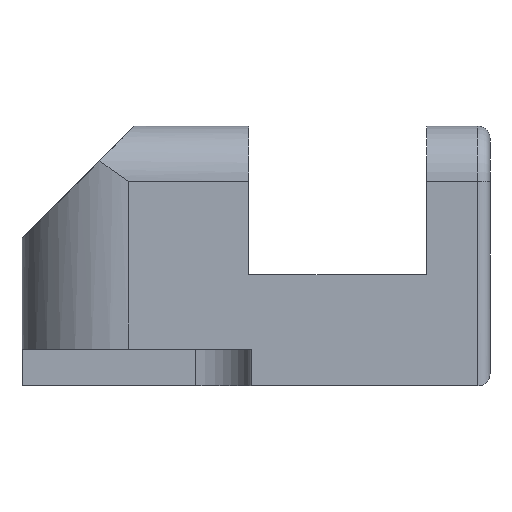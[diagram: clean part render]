
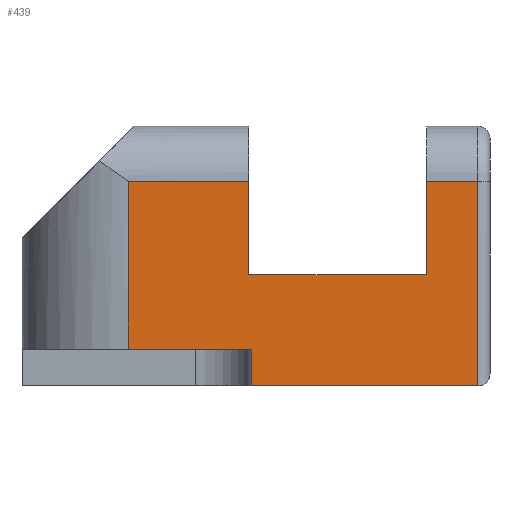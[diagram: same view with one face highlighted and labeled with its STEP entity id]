
A CAD part, front view. The second image highlights one B-rep face of the part: STEP entity #439.
In plain terms, the highlighted planar face has unit normal (0, -1, 0).
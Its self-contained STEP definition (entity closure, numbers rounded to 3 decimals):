
#36 = AXIS2_PLACEMENT_3D ( 'NONE', #156, #177, #126 ) ;
#126 = DIRECTION ( 'NONE',  ( -1., 0., 0. ) ) ;
#156 = CARTESIAN_POINT ( 'NONE',  ( -21.5, -26.5, 31.75 ) ) ;
#173 = PLANE ( 'NONE',  #36 ) ;
#177 = DIRECTION ( 'NONE',  ( 0., 1., 0. ) ) ;
#204 = VERTEX_POINT ( 'NONE', #266 ) ;
#207 = VERTEX_POINT ( 'NONE', #267 ) ;
#210 = VERTEX_POINT ( 'NONE', #273 ) ;
#211 = VERTEX_POINT ( 'NONE', #224 ) ;
#216 = VERTEX_POINT ( 'NONE', #279 ) ;
#223 = VERTEX_POINT ( 'NONE', #362 ) ;
#224 = CARTESIAN_POINT ( 'NONE',  ( -8.5, -26.5, 4.5 ) ) ;
#229 = VERTEX_POINT ( 'NONE', #353 ) ;
#230 = VERTEX_POINT ( 'NONE', #359 ) ;
#238 = VERTEX_POINT ( 'NONE', #313 ) ;
#240 = VERTEX_POINT ( 'NONE', #369 ) ;
#266 = CARTESIAN_POINT ( 'NONE',  ( 27.95, -26.5, 13.57 ) ) ;
#267 = CARTESIAN_POINT ( 'NONE',  ( 27.95, -26.5, 24.965 ) ) ;
#273 = CARTESIAN_POINT ( 'NONE',  ( 6.2, -26.5, 24.965 ) ) ;
#279 = CARTESIAN_POINT ( 'NONE',  ( 34.2, -26.5, 0. ) ) ;
#313 = CARTESIAN_POINT ( 'NONE',  ( 34.2, -26.5, 24.965 ) ) ;
#353 = CARTESIAN_POINT ( 'NONE',  ( 6.5, -26.5, 0. ) ) ;
#359 = CARTESIAN_POINT ( 'NONE',  ( 6.2, -26.5, 13.57 ) ) ;
#362 = CARTESIAN_POINT ( 'NONE',  ( -8.5, -26.5, 24.965 ) ) ;
#369 = CARTESIAN_POINT ( 'NONE',  ( 6.5, -26.5, 4.5 ) ) ;
#439 = ADVANCED_FACE ( 'NONE', ( #837 ), #173, .F. ) ;
#662 = EDGE_LOOP ( 'NONE', ( #746, #738, #724, #766, #734, #727, #732, #748, #777, #735 ) ) ;
#724 = ORIENTED_EDGE ( 'NONE', *, *, #1645, .T. ) ;
#727 = ORIENTED_EDGE ( 'NONE', *, *, #1665, .T. ) ;
#732 = ORIENTED_EDGE ( 'NONE', *, *, #1635, .T. ) ;
#734 = ORIENTED_EDGE ( 'NONE', *, *, #1599, .F. ) ;
#735 = ORIENTED_EDGE ( 'NONE', *, *, #1622, .T. ) ;
#738 = ORIENTED_EDGE ( 'NONE', *, *, #1669, .T. ) ;
#746 = ORIENTED_EDGE ( 'NONE', *, *, #1624, .T. ) ;
#748 = ORIENTED_EDGE ( 'NONE', *, *, #1644, .T. ) ;
#766 = ORIENTED_EDGE ( 'NONE', *, *, #1661, .F. ) ;
#777 = ORIENTED_EDGE ( 'NONE', *, *, #1629, .F. ) ;
#837 = FACE_OUTER_BOUND ( 'NONE', #662, .T. ) ;
#939 = LINE ( 'NONE', #1050, #946 ) ;
#946 = VECTOR ( 'NONE', #1086, 1000. ) ;
#1050 = CARTESIAN_POINT ( 'NONE',  ( 6.2, -26.5, 13.57 ) ) ;
#1086 = DIRECTION ( 'NONE',  ( 1., 0., 0. ) ) ;
#1106 = CARTESIAN_POINT ( 'NONE',  ( 6.5, -26.5, 4.5 ) ) ;
#1113 = DIRECTION ( 'NONE',  ( 1., 0., 0. ) ) ;
#1114 = DIRECTION ( 'NONE',  ( -1., 0., 0. ) ) ;
#1126 = CARTESIAN_POINT ( 'NONE',  ( -21.5, -26.5, 0. ) ) ;
#1128 = CARTESIAN_POINT ( 'NONE',  ( -21.5, -26.5, 4.5 ) ) ;
#1131 = DIRECTION ( 'NONE',  ( 0., 0., -1. ) ) ;
#1255 = LINE ( 'NONE', #1106, #1286 ) ;
#1259 = LINE ( 'NONE', #1397, #1273 ) ;
#1273 = VECTOR ( 'NONE', #1409, 1000. ) ;
#1280 = LINE ( 'NONE', #1126, #1282 ) ;
#1281 = LINE ( 'NONE', #1128, #1289 ) ;
#1282 = VECTOR ( 'NONE', #1113, 1000. ) ;
#1286 = VECTOR ( 'NONE', #1131, 1000. ) ;
#1289 = VECTOR ( 'NONE', #1114, 1000. ) ;
#1296 = VECTOR ( 'NONE', #1429, 1000. ) ;
#1304 = LINE ( 'NONE', #1384, #1347 ) ;
#1309 = VECTOR ( 'NONE', #1458, 1000. ) ;
#1321 = VECTOR ( 'NONE', #1491, 1000. ) ;
#1326 = LINE ( 'NONE', #1498, #1321 ) ;
#1334 = LINE ( 'NONE', #1493, #1350 ) ;
#1336 = LINE ( 'NONE', #1461, #1309 ) ;
#1340 = LINE ( 'NONE', #1446, #1296 ) ;
#1347 = VECTOR ( 'NONE', #1386, 1000. ) ;
#1350 = VECTOR ( 'NONE', #1485, 1000. ) ;
#1384 = CARTESIAN_POINT ( 'NONE',  ( -8.5, -26.5, 31.75 ) ) ;
#1386 = DIRECTION ( 'NONE',  ( 0., 0., -1. ) ) ;
#1397 = CARTESIAN_POINT ( 'NONE',  ( -21.5, -26.5, 24.965 ) ) ;
#1409 = DIRECTION ( 'NONE',  ( -1., 0., 0. ) ) ;
#1429 = DIRECTION ( 'NONE',  ( -1., 0., 0. ) ) ;
#1446 = CARTESIAN_POINT ( 'NONE',  ( -21.5, -26.5, 24.965 ) ) ;
#1458 = DIRECTION ( 'NONE',  ( 0., 0., 1. ) ) ;
#1461 = CARTESIAN_POINT ( 'NONE',  ( 27.95, -26.5, 13.57 ) ) ;
#1485 = DIRECTION ( 'NONE',  ( 0., 0., 1. ) ) ;
#1491 = DIRECTION ( 'NONE',  ( 0., 0., 1. ) ) ;
#1493 = CARTESIAN_POINT ( 'NONE',  ( 6.2, -26.5, 13.57 ) ) ;
#1498 = CARTESIAN_POINT ( 'NONE',  ( 34.2, -26.5, 31.75 ) ) ;
#1599 = EDGE_CURVE ( 'NONE', #230, #204, #939, .T. ) ;
#1622 = EDGE_CURVE ( 'NONE', #240, #229, #1255, .T. ) ;
#1624 = EDGE_CURVE ( 'NONE', #229, #216, #1280, .T. ) ;
#1629 = EDGE_CURVE ( 'NONE', #240, #211, #1281, .T. ) ;
#1635 = EDGE_CURVE ( 'NONE', #210, #223, #1259, .T. ) ;
#1644 = EDGE_CURVE ( 'NONE', #223, #211, #1304, .T. ) ;
#1645 = EDGE_CURVE ( 'NONE', #238, #207, #1340, .T. ) ;
#1661 = EDGE_CURVE ( 'NONE', #204, #207, #1336, .T. ) ;
#1665 = EDGE_CURVE ( 'NONE', #230, #210, #1334, .T. ) ;
#1669 = EDGE_CURVE ( 'NONE', #216, #238, #1326, .T. ) ;
